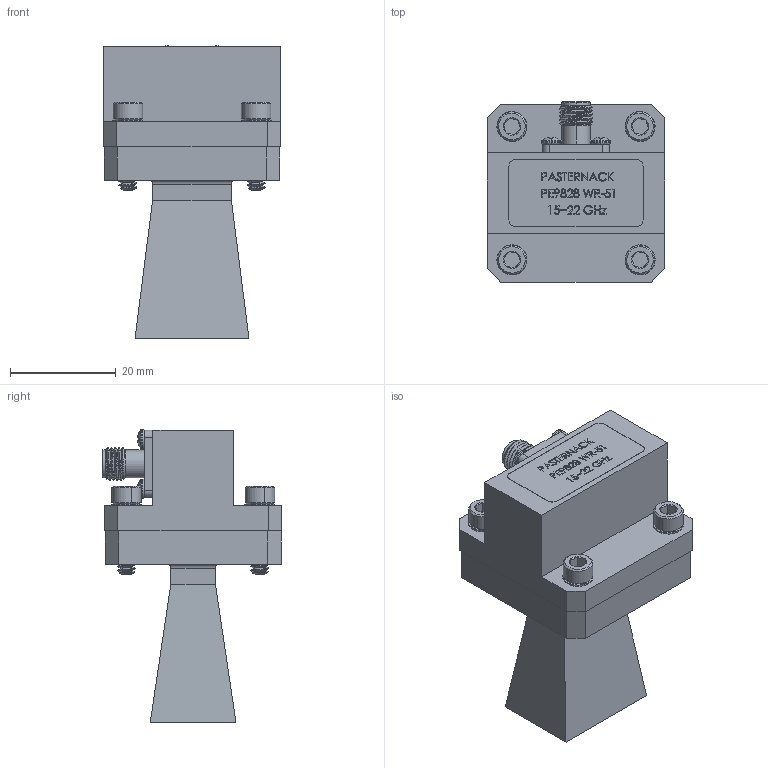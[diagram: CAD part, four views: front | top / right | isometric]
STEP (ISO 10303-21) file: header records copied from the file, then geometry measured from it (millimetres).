
FILE_DESCRIPTION (( 'STEP AP203' ), '1' );
FILE_NAME ('PE9853-SF-10.step', '2019-03-27T17:16:48', ( '' ), ( '' ), 'SwSTEP 2.0', 'SolidWorks 2017', '' );
FILE_SCHEMA (( 'CONFIG_CONTROL_DESIGN' ));
Length unit declared in the file: inch
Products named in the file (4): Copy of Hex Screw^PE9853-SF-10; PE9828; PE9853-SF-10; PE9853-10
Assembly tree (6 placements, depth 2):
  PE9853-SF-10
    PE9853-10
    PE9828
    Copy of Hex Screw^PE9853-SF-10  x4
Bounding box: 33.66 x 34.1 x 55.53 mm (x, y, z)
Volume: 20051.2 mm3; surface area: 13588.2 mm2
Topology: 11 solids, 11 shells, 807 faces, 2385 edges, 1661 vertices
Faces by surface type: cylinder 422, plane 232, cone 102, bspline 47, torus 4
Entity records: 26966 total; most frequent: CARTESIAN_POINT 12312, ORIENTED_EDGE 3472, DIRECTION 2380, EDGE_CURVE 1736, VERTEX_POINT 1250, AXIS2_PLACEMENT_3D 818, LINE 744, VECTOR 744
